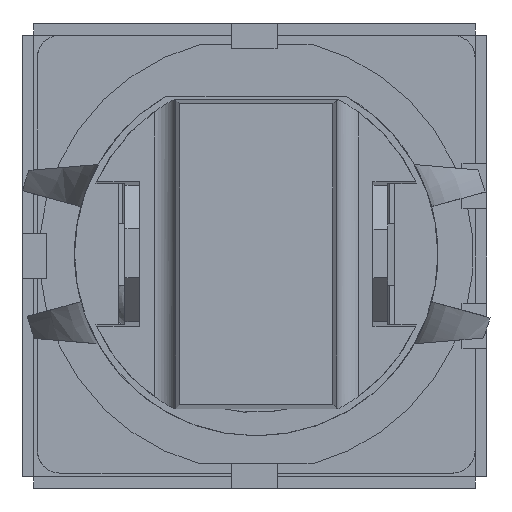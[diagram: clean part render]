
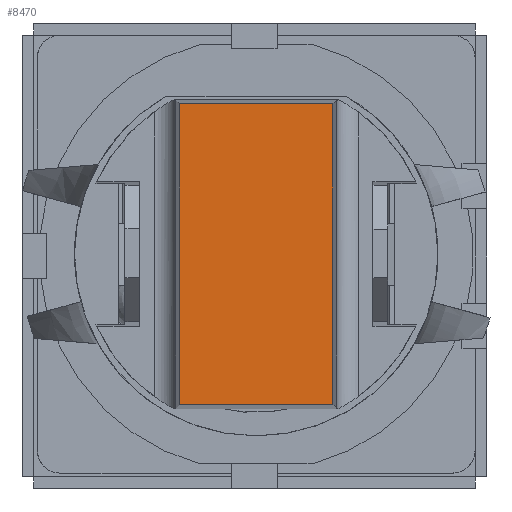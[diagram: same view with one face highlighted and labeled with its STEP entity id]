
A CAD part, front view. The second image highlights one B-rep face of the part: STEP entity #8470.
In plain terms, the highlighted planar face has unit normal (0, -1, 0).
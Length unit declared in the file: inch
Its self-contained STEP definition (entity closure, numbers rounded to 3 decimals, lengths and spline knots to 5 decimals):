
#279 = AXIS2_PLACEMENT_3D ( 'NONE', #6925, #9218, #2415 ) ;
#520 = CARTESIAN_POINT ( 'NONE',  ( 0.212, -0.337, -0.10512 ) ) ;
#841 = CARTESIAN_POINT ( 'NONE',  ( -0.20612, -0.337, 0.10512 ) ) ;
#1253 = ORIENTED_EDGE ( 'NONE', *, *, #9592, .F. ) ;
#2033 = EDGE_CURVE ( 'NONE', #7644, #5356, #9825, .T. ) ;
#2415 = DIRECTION ( 'NONE',  ( 0., 0., 1. ) ) ;
#2778 = DIRECTION ( 'NONE',  ( -1., 0., 0. ) ) ;
#3462 = ORIENTED_EDGE ( 'NONE', *, *, #2033, .T. ) ;
#3790 = VECTOR ( 'NONE', #7442, 39.37008 ) ;
#4644 = PLANE ( 'NONE',  #279 ) ;
#4858 = VERTEX_POINT ( 'NONE', #11962 ) ;
#5356 = VERTEX_POINT ( 'NONE', #13251 ) ;
#5985 = CARTESIAN_POINT ( 'NONE',  ( 0.212, -0.337, 0.10512 ) ) ;
#6163 = ORIENTED_EDGE ( 'NONE', *, *, #11950, .T. ) ;
#6191 = VECTOR ( 'NONE', #13719, 39.37008 ) ;
#6286 = CARTESIAN_POINT ( 'NONE',  ( -0.20612, -0.337, 0.111 ) ) ;
#6387 = LINE ( 'NONE', #520, #12139 ) ;
#6563 = VECTOR ( 'NONE', #14044, 39.37008 ) ;
#6925 = CARTESIAN_POINT ( 'NONE',  ( 0.212, -0.337, 0.111 ) ) ;
#7442 = DIRECTION ( 'NONE',  ( 0., 0., -1. ) ) ;
#7644 = VERTEX_POINT ( 'NONE', #841 ) ;
#7737 = ORIENTED_EDGE ( 'NONE', *, *, #9349, .F. ) ;
#7991 = CARTESIAN_POINT ( 'NONE',  ( 0.20612, -0.337, 0.111 ) ) ;
#8470 = ADVANCED_FACE ( 'NONE', ( #8537 ), #4644, .F. ) ;
#8537 = FACE_OUTER_BOUND ( 'NONE', #10118, .T. ) ;
#8579 = CARTESIAN_POINT ( 'NONE',  ( 0.20612, -0.337, -0.10512 ) ) ;
#9218 = DIRECTION ( 'NONE',  ( 0., 1., 0. ) ) ;
#9349 = EDGE_CURVE ( 'NONE', #10687, #5356, #6387, .T. ) ;
#9592 = EDGE_CURVE ( 'NONE', #4858, #10687, #12315, .T. ) ;
#9825 = LINE ( 'NONE', #6286, #3790 ) ;
#10118 = EDGE_LOOP ( 'NONE', ( #3462, #7737, #1253, #6163 ) ) ;
#10687 = VERTEX_POINT ( 'NONE', #8579 ) ;
#11950 = EDGE_CURVE ( 'NONE', #4858, #7644, #12678, .T. ) ;
#11962 = CARTESIAN_POINT ( 'NONE',  ( 0.20612, -0.337, 0.10512 ) ) ;
#12139 = VECTOR ( 'NONE', #2778, 39.37008 ) ;
#12315 = LINE ( 'NONE', #7991, #6191 ) ;
#12678 = LINE ( 'NONE', #5985, #6563 ) ;
#13251 = CARTESIAN_POINT ( 'NONE',  ( -0.20612, -0.337, -0.10512 ) ) ;
#13719 = DIRECTION ( 'NONE',  ( 0., 0., -1. ) ) ;
#14044 = DIRECTION ( 'NONE',  ( -1., 0., 0. ) ) ;
